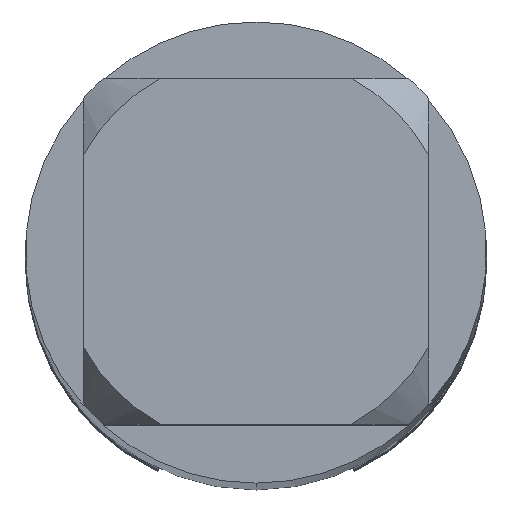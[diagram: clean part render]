
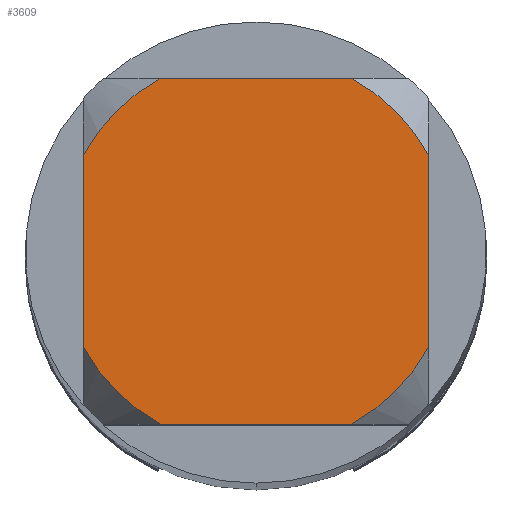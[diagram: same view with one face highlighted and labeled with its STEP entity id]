
A CAD part, top view. The second image highlights one B-rep face of the part: STEP entity #3609.
In plain terms, the highlighted planar face has unit normal (0, 0, 1).
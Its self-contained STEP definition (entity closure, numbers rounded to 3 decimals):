
#1959=VERTEX_POINT('',#5250);
#2013=VERTEX_POINT('',#5309);
#2279=VERTEX_POINT('',#5602);
#2477=VERTEX_POINT('',#5816);
#2607=VERTEX_POINT('',#5959);
#2685=EDGE_CURVE('',#2477,#2607,#6044,.T.);
#2689=EDGE_CURVE('',#3399,#2013,#6048,.T.);
#2701=EDGE_CURVE('',#3773,#1959,#6061,.T.);
#2817=EDGE_CURVE('',#3581,#2279,#6186,.T.);
#3399=VERTEX_POINT('',#6826);
#3579=EDGE_CURVE('',#3399,#2607,#7022,.T.);
#3581=VERTEX_POINT('',#7024);
#3609=ADVANCED_FACE('',(#7055),#7056,.T.);
#3773=VERTEX_POINT('',#7236);
#3869=EDGE_CURVE('',#3773,#2279,#7341,.T.);
#4039=EDGE_CURVE('',#3581,#2013,#7525,.T.);
#4615=EDGE_CURVE('',#2477,#1959,#8153,.T.);
#5250=CARTESIAN_POINT('',(0.581,-1.05,0.0));
#5309=CARTESIAN_POINT('',(-0.581,1.05,0.0));
#5602=CARTESIAN_POINT('',(1.05,0.581,0.0));
#5816=CARTESIAN_POINT('',(-0.581,-1.05,0.0));
#5959=CARTESIAN_POINT('',(-1.05,-0.581,0.0));
#6044=CIRCLE('',#10347,1.2);
#6048=CIRCLE('',#10353,1.2);
#6061=CIRCLE('',#10373,1.2);
#6186=CIRCLE('',#10641,1.2);
#6826=CARTESIAN_POINT('',(-1.05,0.581,0.0));
#7022=LINE('',#12073,#12074);
#7024=CARTESIAN_POINT('',(0.581,1.05,0.0));
#7055=FACE_OUTER_BOUND('',#12147,.T.);
#7056=PLANE('',#12148);
#7236=CARTESIAN_POINT('',(1.05,-0.581,0.0));
#7341=LINE('',#12625,#12626);
#7525=LINE('',#12977,#12978);
#8153=LINE('',#14167,#14168);
#10347=AXIS2_PLACEMENT_3D('',#16085,#16086,#16087);
#10353=AXIS2_PLACEMENT_3D('',#16091,#16092,#16093);
#10373=AXIS2_PLACEMENT_3D('',#16105,#16106,#16107);
#10641=AXIS2_PLACEMENT_3D('',#16231,#16232,#16233);
#12073=CARTESIAN_POINT('',(-1.05,0.3,0.0));
#12074=VECTOR('',#17299,1.0);
#12147=EDGE_LOOP('',(#17326,#17327,#17328,#17329,#17330,#17331,#17332,#17333));
#12148=AXIS2_PLACEMENT_3D('',#17334,#17335,#17336);
#12625=CARTESIAN_POINT('',(1.05,0.3,0.0));
#12626=VECTOR('',#17663,1.0);
#12977=CARTESIAN_POINT('',(0.0,1.05,0.0));
#12978=VECTOR('',#17847,1.0);
#14167=CARTESIAN_POINT('',(0.0,-1.05,0.0));
#14168=VECTOR('',#18519,1.0);
#16085=CARTESIAN_POINT('',(0.0,0.0,0.0));
#16086=DIRECTION('',(0.0,0.0,-1.0));
#16087=DIRECTION('',(0.0,1.0,0.0));
#16091=CARTESIAN_POINT('',(0.0,0.0,0.0));
#16092=DIRECTION('',(0.0,0.0,-1.0));
#16093=DIRECTION('',(0.0,1.0,0.0));
#16105=CARTESIAN_POINT('',(0.0,0.0,0.0));
#16106=DIRECTION('',(0.0,0.0,-1.0));
#16107=DIRECTION('',(0.0,1.0,0.0));
#16231=CARTESIAN_POINT('',(0.0,0.0,0.0));
#16232=DIRECTION('',(0.0,0.0,-1.0));
#16233=DIRECTION('',(0.0,1.0,0.0));
#17299=DIRECTION('',(-0.0,-1.0,0.0));
#17326=ORIENTED_EDGE('',*,*,#3579,.T.);
#17327=ORIENTED_EDGE('',*,*,#2685,.F.);
#17328=ORIENTED_EDGE('',*,*,#4615,.T.);
#17329=ORIENTED_EDGE('',*,*,#2701,.F.);
#17330=ORIENTED_EDGE('',*,*,#3869,.T.);
#17331=ORIENTED_EDGE('',*,*,#2817,.F.);
#17332=ORIENTED_EDGE('',*,*,#4039,.T.);
#17333=ORIENTED_EDGE('',*,*,#2689,.F.);
#17334=CARTESIAN_POINT('',(0.0,0.6,0.0));
#17335=DIRECTION('',(-0.0,0.0,1.0));
#17336=DIRECTION('',(0.0,-1.0,0.0));
#17663=DIRECTION('',(-0.0,1.0,0.0));
#17847=DIRECTION('',(-1.0,0.0,0.0));
#18519=DIRECTION('',(1.0,0.0,0.0));
